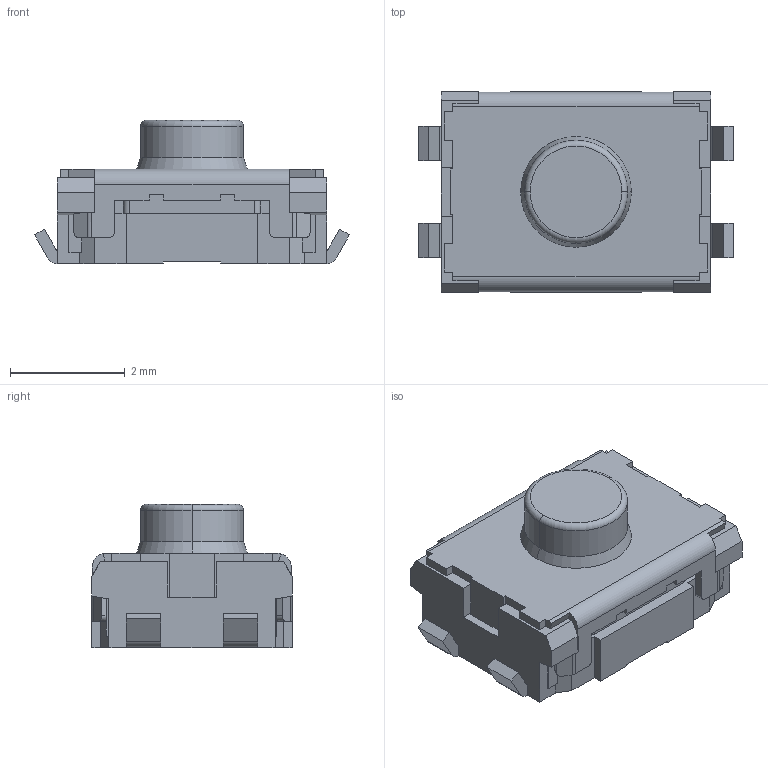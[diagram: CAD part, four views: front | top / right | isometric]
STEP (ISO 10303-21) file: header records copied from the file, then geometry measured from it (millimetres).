
FILE_DESCRIPTION (( 'STEP AP214' ), '1' );
FILE_NAME ('User Library-EVQ-P2-H02B_K02Q+3P202K.STEP', '2019-12-09T14:51:38', ( '' ), ( '' ), 'SwSTEP 2.0', 'SolidWorks 2019', '' );
FILE_SCHEMA (( 'AUTOMOTIVE_DESIGN' ));
Length unit declared in the file: millimetre
Products named in the file (1): User Library-EVQ-P2-H02B_K02Q+3P202K
Bounding box: 5.5 x 3.5 x 2.5 mm (x, y, z)
Volume: 27.6 mm3; surface area: 77.1 mm2
Topology: 1 solids, 1 shells, 248 faces, 732 edges, 480 vertices
Faces by surface type: plane 214, cylinder 30, cone 2, torus 2
Entity records: 8230 total; most frequent: CARTESIAN_POINT 1539, ORIENTED_EDGE 1464, DIRECTION 1288, EDGE_CURVE 732, LINE 650, VECTOR 650, VERTEX_POINT 480, AXIS2_PLACEMENT_3D 319
